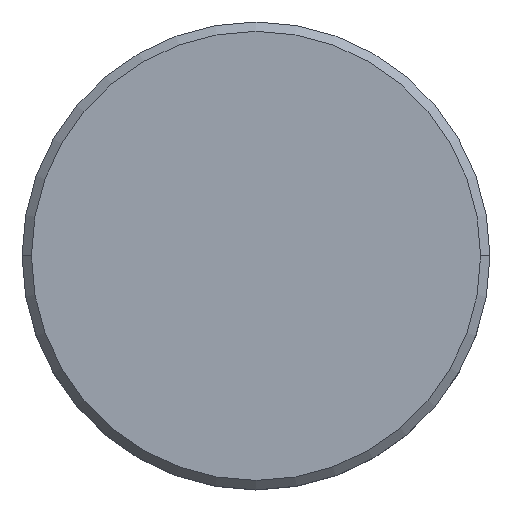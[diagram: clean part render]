
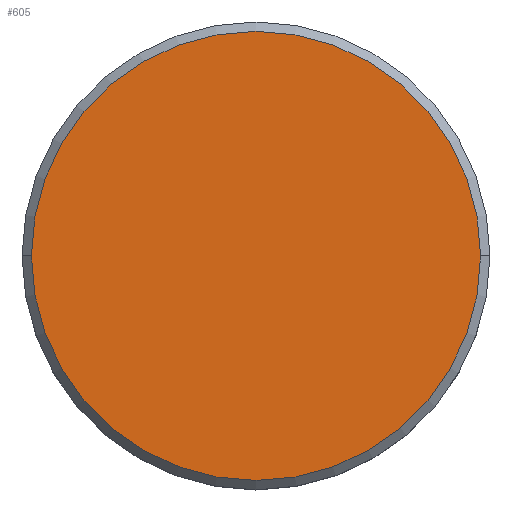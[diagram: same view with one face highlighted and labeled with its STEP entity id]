
A CAD part, top view. The second image highlights one B-rep face of the part: STEP entity #605.
In plain terms, the highlighted planar face has unit normal (0, 0, 1).
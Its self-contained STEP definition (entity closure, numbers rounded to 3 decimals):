
#60 = CARTESIAN_POINT ( 'NONE',  ( -12., 0., 0. ) ) ;
#148 = CARTESIAN_POINT ( 'NONE',  ( 0., 0., 0. ) ) ;
#157 = DIRECTION ( 'NONE',  ( 0., 0., 1. ) ) ;
#169 = ORIENTED_EDGE ( 'NONE', *, *, #327, .T. ) ;
#177 = DIRECTION ( 'NONE',  ( 1., 0., 0. ) ) ;
#254 = PLANE ( 'NONE',  #813 ) ;
#324 = AXIS2_PLACEMENT_3D ( 'NONE', #890, #157, #818 ) ;
#327 = EDGE_CURVE ( 'NONE', #1085, #1014, #565, .T. ) ;
#360 = EDGE_LOOP ( 'NONE', ( #169, #527 ) ) ;
#527 = ORIENTED_EDGE ( 'NONE', *, *, #852, .T. ) ;
#565 = CIRCLE ( 'NONE', #324, 12. ) ;
#605 = ADVANCED_FACE ( 'NONE', ( #1071 ), #254, .T. ) ;
#703 = CARTESIAN_POINT ( 'NONE',  ( 12., 0., 0. ) ) ;
#743 = DIRECTION ( 'NONE',  ( 0., 0., 1. ) ) ;
#804 = DIRECTION ( 'NONE',  ( 0., 0., 1. ) ) ;
#813 = AXIS2_PLACEMENT_3D ( 'NONE', #148, #804, #964 ) ;
#818 = DIRECTION ( 'NONE',  ( 1., 0., 0. ) ) ;
#852 = EDGE_CURVE ( 'NONE', #1014, #1085, #1105, .T. ) ;
#890 = CARTESIAN_POINT ( 'NONE',  ( 0., 0., 0. ) ) ;
#964 = DIRECTION ( 'NONE',  ( 1., 0., 0. ) ) ;
#990 = AXIS2_PLACEMENT_3D ( 'NONE', #1000, #743, #177 ) ;
#1000 = CARTESIAN_POINT ( 'NONE',  ( 0., 0., 0. ) ) ;
#1014 = VERTEX_POINT ( 'NONE', #703 ) ;
#1071 = FACE_OUTER_BOUND ( 'NONE', #360, .T. ) ;
#1085 = VERTEX_POINT ( 'NONE', #60 ) ;
#1105 = CIRCLE ( 'NONE', #990, 12. ) ;
